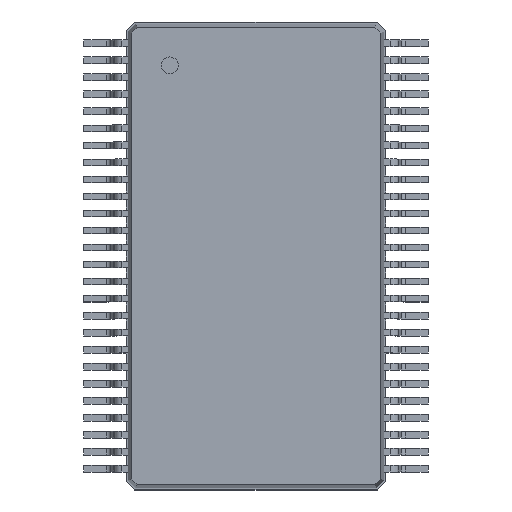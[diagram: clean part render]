
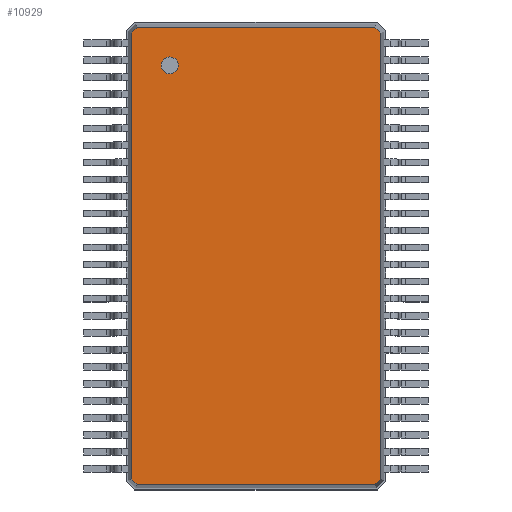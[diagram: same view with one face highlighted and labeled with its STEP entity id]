
A CAD part, top view. The second image highlights one B-rep face of the part: STEP entity #10929.
In plain terms, the highlighted planar face has unit normal (0, 0, 1).
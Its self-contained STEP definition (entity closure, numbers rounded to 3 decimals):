
#13=DIRECTION('',(0.,0.,1.));
#27=VECTOR('',#28,1.);
#28=DIRECTION('',(1.,0.,0.));
#51=VECTOR('',#52,1.);
#52=DIRECTION('',(0.707,-0.707,0.));
#58=VECTOR('',#59,1.);
#59=DIRECTION('',(0.,-1.,0.));
#65=VECTOR('',#66,1.);
#66=DIRECTION('',(-0.707,-0.707,0.));
#72=VECTOR('',#73,1.);
#73=DIRECTION('',(-1.,0.,0.));
#79=VECTOR('',#80,1.);
#80=DIRECTION('',(-0.707,0.707,0.));
#86=VECTOR('',#87,1.);
#87=DIRECTION('',(0.,1.,0.));
#91=VECTOR('',#92,1.);
#92=DIRECTION('',(0.707,0.707,0.));
#3036=VERTEX_POINT('',#3037);
#3037=CARTESIAN_POINT('',(-2.929,5.239,1.2));
#3039=ORIENTED_EDGE('',*,*,#3040,.F.);
#3040=EDGE_CURVE('',#3041,#3036,#3043,.T.);
#3041=VERTEX_POINT('',#3042);
#3042=CARTESIAN_POINT('',(-2.929,-5.239,1.2));
#3043=LINE('',#3042,#86);
#3054=VERTEX_POINT('',#3055);
#3055=CARTESIAN_POINT('',(-2.789,5.379,1.2));
#3057=ORIENTED_EDGE('',*,*,#3058,.F.);
#3058=EDGE_CURVE('',#3036,#3054,#3059,.T.);
#3059=LINE('',#3037,#91);
#3068=VERTEX_POINT('',#3069);
#3069=CARTESIAN_POINT('',(2.789,5.379,1.2));
#3071=ORIENTED_EDGE('',*,*,#3072,.F.);
#3072=EDGE_CURVE('',#3054,#3068,#3073,.T.);
#3073=LINE('',#3055,#27);
#3082=VERTEX_POINT('',#3083);
#3083=CARTESIAN_POINT('',(2.929,5.239,1.2));
#3085=ORIENTED_EDGE('',*,*,#3086,.F.);
#3086=EDGE_CURVE('',#3068,#3082,#3087,.T.);
#3087=LINE('',#3069,#51);
#3304=VERTEX_POINT('',#3305);
#3305=CARTESIAN_POINT('',(2.929,-5.239,1.2));
#3307=ORIENTED_EDGE('',*,*,#3308,.F.);
#3308=EDGE_CURVE('',#3082,#3304,#3309,.T.);
#3309=LINE('',#3083,#58);
#10929=ADVANCED_FACE('',(#10930,#10945),#10955,.T.);
#10930=FACE_BOUND('',#10931,.T.);
#10931=EDGE_LOOP('',(#3071,#3057,#3039,#10932,#10937,#10942,#3307,#3085));
#10932=ORIENTED_EDGE('',*,*,#10933,.F.);
#10933=EDGE_CURVE('',#10934,#3041,#10936,.T.);
#10934=VERTEX_POINT('',#10935);
#10935=CARTESIAN_POINT('',(-2.789,-5.379,1.2));
#10936=LINE('',#10935,#79);
#10937=ORIENTED_EDGE('',*,*,#10938,.F.);
#10938=EDGE_CURVE('',#10939,#10934,#10941,.T.);
#10939=VERTEX_POINT('',#10940);
#10940=CARTESIAN_POINT('',(2.789,-5.379,1.2));
#10941=LINE('',#10940,#72);
#10942=ORIENTED_EDGE('',*,*,#10943,.F.);
#10943=EDGE_CURVE('',#3304,#10939,#10944,.T.);
#10944=LINE('',#3305,#65);
#10945=FACE_BOUND('',#10946,.T.);
#10946=EDGE_LOOP('',(#10947));
#10947=ORIENTED_EDGE('',*,*,#10948,.T.);
#10948=EDGE_CURVE('',#10949,#10949,#10951,.T.);
#10949=VERTEX_POINT('',#10950);
#10950=CARTESIAN_POINT('',(-2.029,4.279,1.2));
#10951=CIRCLE('',#10952,0.2);
#10952=AXIS2_PLACEMENT_3D('',#10953,#10954,#59);
#10953=CARTESIAN_POINT('',(-2.029,4.479,1.2));
#10954=DIRECTION('',(0.,-0.,-1.));
#10955=PLANE('',#10956);
#10956=AXIS2_PLACEMENT_3D('',#3055,#13,#10957);
#10957=DIRECTION('',(0.46,-0.888,0.));
